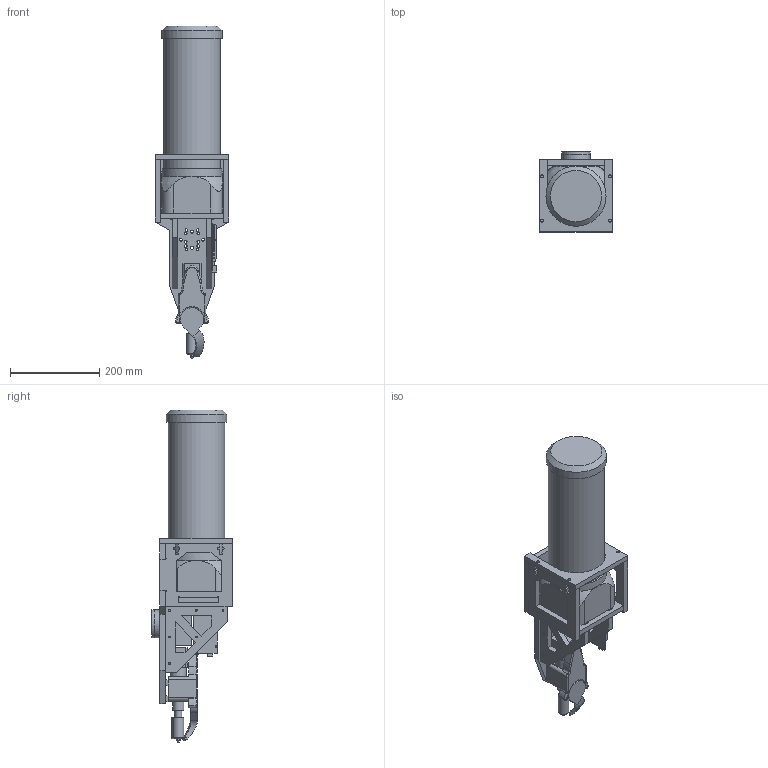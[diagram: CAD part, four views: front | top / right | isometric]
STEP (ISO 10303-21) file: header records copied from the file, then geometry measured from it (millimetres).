
FILE_DESCRIPTION(/* description */ (''),/* implementation_level */ '2;1');
FILE_NAME(/* name */ 'ProtoCNCBracket v6.step',/* time_stamp */ '2021-03-04T12:26:14-05:00',/* author */ (''),/* organization */ (''),/* preprocessor_version */ 'ST-DEVELOPER v18.1',/* originating_system */ 'Autodesk Translation Framework v9.7.1.1290',/* authorisation */ '');
FILE_SCHEMA (('AUTOMOTIVE_DESIGN { 1 0 10303 214 3 1 1 }'));
Length unit declared in the file: inch
Products named in the file (7): ProtoCNCBracket; Robotic Faceplate; PelletExtruder_Block; Component1; PelletHopper; HalfBreadboard_light; Arduino Mega
Assembly tree (6 placements, depth 3):
  ProtoCNCBracket
    Robotic Faceplate
    PelletExtruder_Block
      Component1
    PelletHopper
    HalfBreadboard_light
    Arduino Mega
Bounding box: 165 x 180 x 745.2 mm (x, y, z)
Volume: 4516825.2 mm3; surface area: 824949.9 mm2
Topology: 19 solids, 20 shells, 1745 faces, 3579 edges, 2373 vertices
Faces by surface type: plane 1130, cylinder 584, bspline 15, torus 12, cone 4
Full cylindrical faces by diameter (mm): 0.75 x400, 1 x6, 2.565 x1, 3.077 x1, 3.2 x4, 4 x4, 4.318 x12, 4.5 x4, 6 x30, 6.218 x1, 6.8 x16, 10.5 x4, 12.6 x1, 16 x2, 25 x1, 36 x1, 63 x2, 119 x1, 127 x1, 135 x2
Entity records: 47583 total; most frequent: CARTESIAN_POINT 8274, DIRECTION 8237, ORIENTED_EDGE 7158, EDGE_CURVE 3579, AXIS2_PLACEMENT_3D 2946, EDGE_LOOP 2410, VERTEX_POINT 2373, LINE 2345
